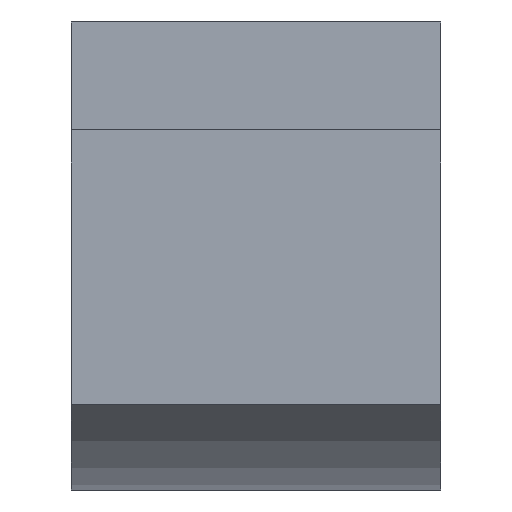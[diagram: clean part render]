
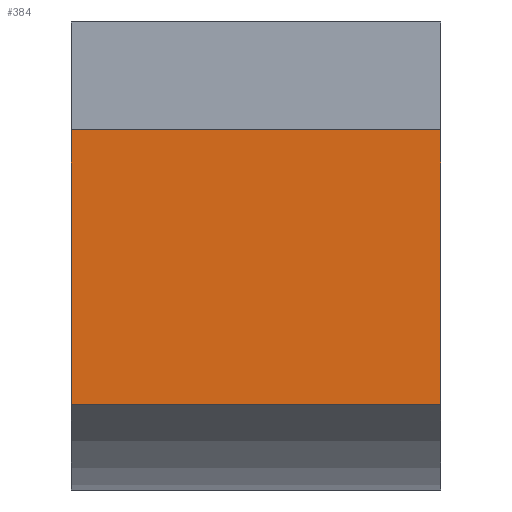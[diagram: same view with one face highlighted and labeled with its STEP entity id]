
A CAD part, left-side view. The second image highlights one B-rep face of the part: STEP entity #384.
In plain terms, the highlighted free-form (B-spline) face has degree [1, 1] with [2, 2] control points.
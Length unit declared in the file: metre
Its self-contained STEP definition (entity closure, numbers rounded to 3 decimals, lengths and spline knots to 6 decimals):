
#90=ORIENTED_EDGE('',*,*,#174,.T.);
#91=ORIENTED_EDGE('',*,*,#176,.F.);
#92=ORIENTED_EDGE('',*,*,#177,.F.);
#93=ORIENTED_EDGE('',*,*,#178,.T.);
#174=EDGE_CURVE('',#217,#216,#258,.T.);
#176=EDGE_CURVE('',#218,#216,#260,.T.);
#177=EDGE_CURVE('',#219,#218,#261,.T.);
#178=EDGE_CURVE('',#219,#217,#262,.T.);
#216=VERTEX_POINT('',#616);
#217=VERTEX_POINT('',#618);
#218=VERTEX_POINT('',#625);
#219=VERTEX_POINT('',#627);
#258=LINE('',#617,#304);
#260=LINE('',#624,#306);
#261=LINE('',#626,#307);
#262=LINE('',#628,#308);
#304=VECTOR('',#461,1.);
#306=VECTOR('',#463,1.);
#307=VECTOR('',#464,1.);
#308=VECTOR('',#465,1.);
#328=EDGE_LOOP('',(#90,#91,#92,#93));
#348=FACE_BOUND('',#328,.T.);
#365=B_SPLINE_SURFACE_WITH_KNOTS('',1,1,((#620,#621),(#622,#623)),
 .PLANE_SURF.,.F.,.F.,.F.,(2,2),(2,2),(0.,1.),(0.,1.),.UNSPECIFIED.);
#384=ADVANCED_FACE('',(#348),#365,.T.);
#461=DIRECTION('',(0.,1.,0.));
#463=DIRECTION('',(0.,0.,1.));
#464=DIRECTION('',(0.,1.,0.));
#465=DIRECTION('',(0.,0.,1.));
#616=CARTESIAN_POINT('',(-0.00705,0.0099,-0.0322));
#617=CARTESIAN_POINT('',(-0.00705,0.006,-0.0322));
#618=CARTESIAN_POINT('',(-0.00705,0.006,-0.0322));
#620=CARTESIAN_POINT('',(-0.00705,0.005805,-0.032055));
#621=CARTESIAN_POINT('',(-0.00705,0.005805,-0.035245));
#622=CARTESIAN_POINT('',(-0.00705,0.010095,-0.032055));
#623=CARTESIAN_POINT('',(-0.00705,0.010095,-0.035245));
#624=CARTESIAN_POINT('',(-0.00705,0.0099,-0.03365));
#625=CARTESIAN_POINT('',(-0.00705,0.0099,-0.0351));
#626=CARTESIAN_POINT('',(-0.00705,0.006,-0.0351));
#627=CARTESIAN_POINT('',(-0.00705,0.006,-0.0351));
#628=CARTESIAN_POINT('',(-0.00705,0.006,-0.03365));
